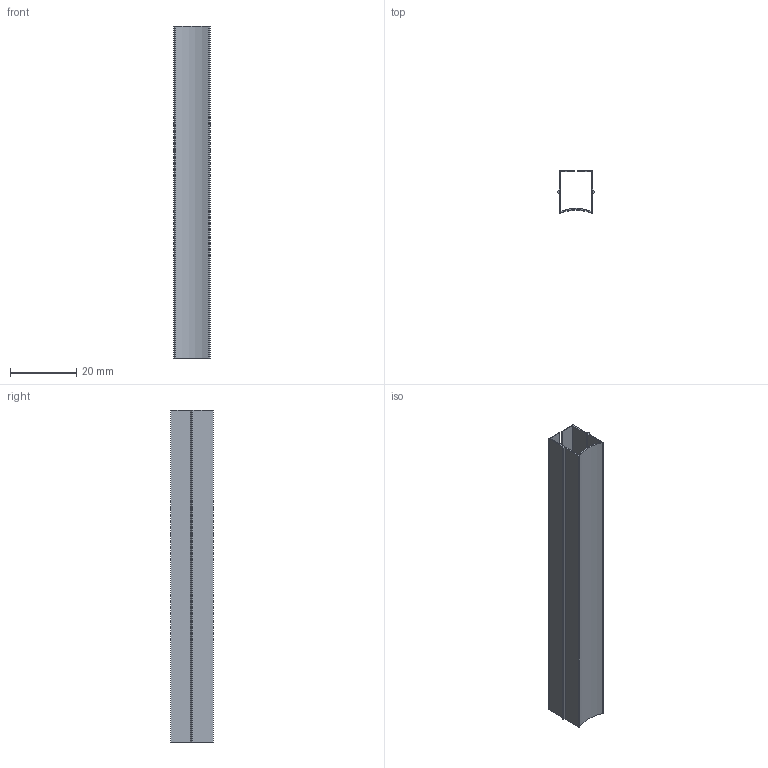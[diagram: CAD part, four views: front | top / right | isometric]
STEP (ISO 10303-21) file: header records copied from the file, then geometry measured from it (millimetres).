
FILE_DESCRIPTION(/* description */ ('Zaslepovací/těsnící profil - 10'),/* implementation_level */ '2;1');
FILE_NAME(/* name */ '230828.stp',/* time_stamp */ '2014-08-19T09:23:39+02:00',/* author */ ('jank'),/* organization */ (''),/* preprocessor_version */ 'ST-DEVELOPER v15.2',/* originating_system */ 'Autodesk Inventor 2014',/* authorisation */ '');
FILE_SCHEMA (('CONFIG_CONTROL_DESIGN'));
Length unit declared in the file: millimetre
Products named in the file (1): -230828-33
Bounding box: 11.12 x 12.94 x 100 mm (x, y, z)
Volume: 1614.2 mm3; surface area: 8907.1 mm2
Topology: 1 solids, 1 shells, 46 faces, 132 edges, 88 vertices
Faces by surface type: plane 24, cylinder 22
Entity records: 1541 total; most frequent: DIRECTION 270, CARTESIAN_POINT 267, ORIENTED_EDGE 264, EDGE_CURVE 132, AXIS2_PLACEMENT_3D 91, LINE 88, VECTOR 88, VERTEX_POINT 88
